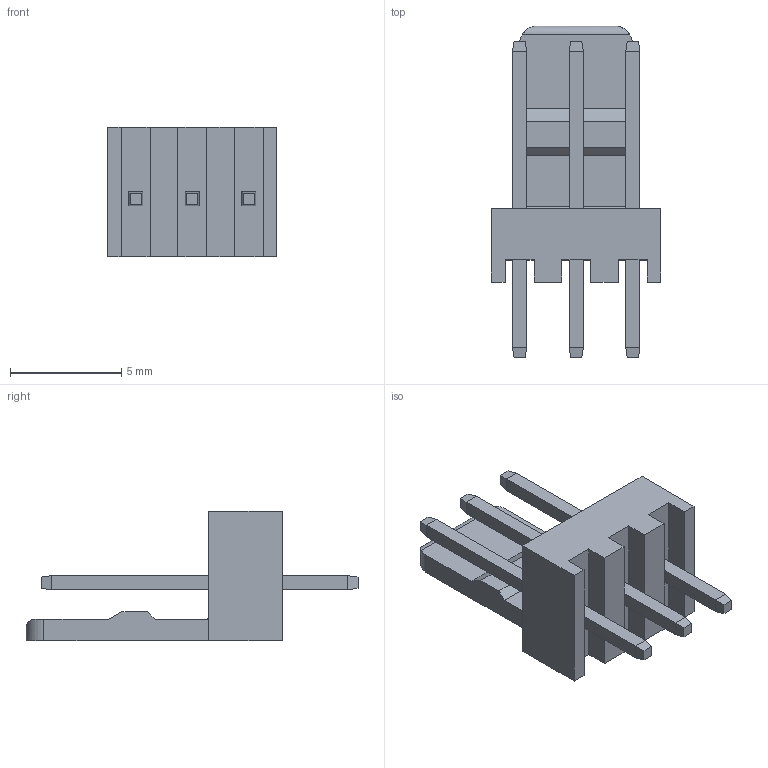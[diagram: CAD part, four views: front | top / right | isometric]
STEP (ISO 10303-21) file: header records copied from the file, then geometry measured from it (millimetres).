
FILE_DESCRIPTION (( 'STEP AP203' ), '1' );
FILE_NAME ('CI3103P1V00.STEP', '2018-07-17T05:46:11', ( '' ), ( '' ), 'SwSTEP 2.0', 'SolidWorks 2017', '' );
FILE_SCHEMA (( 'CONFIG_CONTROL_DESIGN' ));
Length unit declared in the file: millimetre
Products named in the file (3): PIN V; CI31 3P; CI3103P1V00
Assembly tree (4 placements, depth 2):
  CI3103P1V00
    CI31 3P
    PIN V  x3
Bounding box: 7.6 x 14.9 x 5.8 mm (x, y, z)
Volume: 179.1 mm3; surface area: 427.4 mm2
Topology: 4 solids, 4 shells, 84 faces, 204 edges, 128 vertices
Faces by surface type: plane 80, cylinder 4
Entity records: 2087 total; most frequent: CARTESIAN_POINT 323, ORIENTED_EDGE 296, DIRECTION 278, EDGE_CURVE 148, LINE 140, VECTOR 140, VERTEX_POINT 96, AXIS2_PLACEMENT_3D 69
